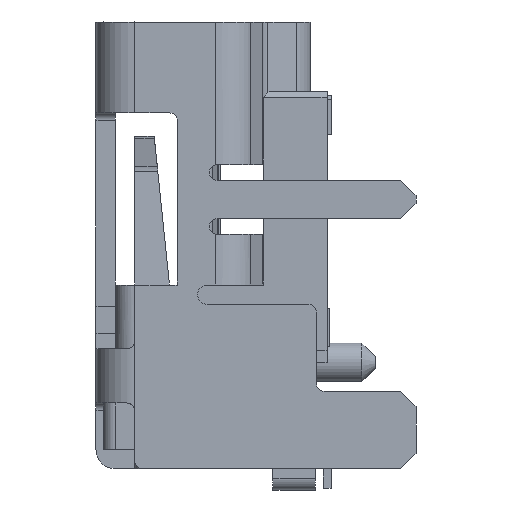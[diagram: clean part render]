
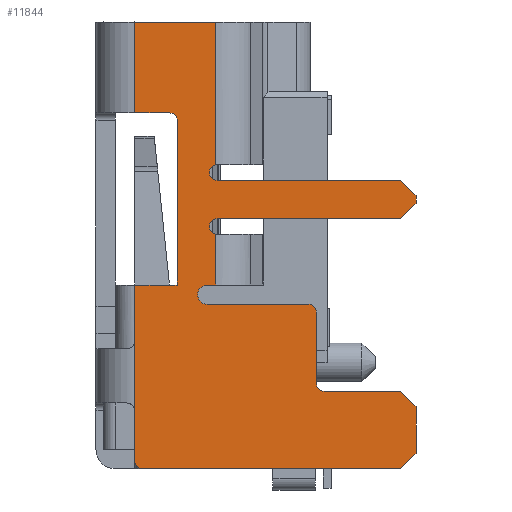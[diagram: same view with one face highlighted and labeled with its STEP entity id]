
A CAD part, left-side view. The second image highlights one B-rep face of the part: STEP entity #11844.
In plain terms, the highlighted planar face has unit normal (-1, 0, 0).
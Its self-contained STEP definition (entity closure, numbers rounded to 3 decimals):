
#99=DIRECTION('',(0.,-1.,0.));
#100=VECTOR('',#99,2.095);
#101=CARTESIAN_POINT('',(-7.5,1.775,0.));
#102=LINE('',#101,#100);
#2208=CARTESIAN_POINT('',(-7.5,1.775,
-10.05));
#2219=DIRECTION('',(0.,0.,-1.));
#2220=VECTOR('',#2219,1.8);
#2221=CARTESIAN_POINT('',(-7.5,1.775,-8.25));
#2222=LINE('',#2221,#2220);
#2232=CARTESIAN_POINT('',(-7.5,1.775,-8.25));
#2423=CARTESIAN_POINT('',(-7.5,0.875,-2.55));
#2424=DIRECTION('',(1.,0.,0.));
#2425=DIRECTION('',(0.,0.,1.));
#2426=AXIS2_PLACEMENT_3D('',#2423,#2424,#2425);
#2428=CARTESIAN_POINT('',(-7.5,-2.725,-7.5));
#2429=DIRECTION('',(-1.,0.,0.));
#2430=DIRECTION('',(0.,-1.,0.));
#2431=AXIS2_PLACEMENT_3D('',#2428,#2429,#2430);
#2433=DIRECTION('',(0.,0.,-1.));
#2434=VECTOR('',#2433,1.85);
#2435=CARTESIAN_POINT('',(-7.5,-2.925,-7.5));
#2436=LINE('',#2435,#2434);
#2437=DIRECTION('',(0.,-1.,0.));
#2438=VECTOR('',#2437,1.975);
#2439=CARTESIAN_POINT('',(-7.5,-3.125,-9.55));
#2440=LINE('',#2439,#2438);
#2441=DIRECTION('',(0.,0.707,0.707));
#2442=VECTOR('',#2441,0.566);
#2443=CARTESIAN_POINT('',(-7.5,-5.5,-9.95));
#2444=LINE('',#2443,#2442);
#2445=DIRECTION('',(0.,0.,-1.));
#2446=VECTOR('',#2445,1.2);
#2447=CARTESIAN_POINT('',(-7.5,-5.5,-9.95));
#2448=LINE('',#2447,#2446);
#2449=DIRECTION('',(0.,-0.707,0.707));
#2450=VECTOR('',#2449,0.566);
#2451=CARTESIAN_POINT('',(-7.5,-5.1,-11.55));
#2452=LINE('',#2451,#2450);
#2453=DIRECTION('',(0.,1.,0.));
#2454=VECTOR('',#2453,6.675);
#2455=CARTESIAN_POINT('',(-7.5,-5.1,-11.55));
#2456=LINE('',#2455,#2454);
#2457=CARTESIAN_POINT('',(-7.5,1.575,-11.35));
#2458=DIRECTION('',(-1.,0.,0.));
#2459=DIRECTION('',(0.,1.,0.));
#2460=AXIS2_PLACEMENT_3D('',#2457,#2458,#2459);
#2462=DIRECTION('',(0.,0.,1.));
#2463=VECTOR('',#2462,1.3);
#2464=CARTESIAN_POINT('',(-7.5,1.775,-11.35));
#2465=LINE('',#2464,#2463);
#2466=DIRECTION('',(0.,0.,1.));
#2467=VECTOR('',#2466,1.45);
#2468=CARTESIAN_POINT('',(-7.5,1.775,-8.25));
#2469=LINE('',#2468,#2467);
#2470=DIRECTION('',(0.,-1.,0.));
#2471=VECTOR('',#2470,0.9);
#2472=CARTESIAN_POINT('',(-7.5,1.775,-6.8));
#2473=LINE('',#2472,#2471);
#2474=DIRECTION('',(0.,-1.,0.));
#2475=VECTOR('',#2474,0.2);
#2476=CARTESIAN_POINT('',(-7.5,0.875,-6.8));
#2477=LINE('',#2476,#2475);
#2478=DIRECTION('',(0.,0.,-1.));
#2479=VECTOR('',#2478,4.25);
#2480=CARTESIAN_POINT('',(-7.5,0.675,-2.55));
#2481=LINE('',#2480,#2479);
#2482=DIRECTION('',(0.,-1.,0.));
#2483=VECTOR('',#2482,0.9);
#2484=CARTESIAN_POINT('',(-7.5,1.775,-2.35));
#2485=LINE('',#2484,#2483);
#2486=DIRECTION('',(0.,0.,-1.));
#2487=VECTOR('',#2486,2.35);
#2488=CARTESIAN_POINT('',(-7.5,1.775,0.));
#2489=LINE('',#2488,#2487);
#2490=CARTESIAN_POINT('',(-7.5,-0.355,-3.89));
#2491=DIRECTION('',(-1.,0.,0.));
#2492=DIRECTION('',(0.,0.174,0.985));
#2493=AXIS2_PLACEMENT_3D('',#2490,#2491,#2492);
#2495=DIRECTION('',(0.,-1.,0.));
#2496=VECTOR('',#2495,4.745);
#2497=CARTESIAN_POINT('',(-7.5,-0.355,-4.09));
#2498=LINE('',#2497,#2496);
#2499=DIRECTION('',(0.,0.707,0.707));
#2500=VECTOR('',#2499,0.566);
#2501=CARTESIAN_POINT('',(-7.5,-5.5,-4.49));
#2502=LINE('',#2501,#2500);
#2503=DIRECTION('',(0.,0.,-1.));
#2504=VECTOR('',#2503,0.2);
#2505=CARTESIAN_POINT('',(-7.5,-5.5,-4.49));
#2506=LINE('',#2505,#2504);
#2507=DIRECTION('',(0.,-0.707,0.707));
#2508=VECTOR('',#2507,0.566);
#2509=CARTESIAN_POINT('',(-7.5,-5.1,-5.09));
#2510=LINE('',#2509,#2508);
#2511=DIRECTION('',(0.,1.,0.));
#2512=VECTOR('',#2511,4.745);
#2513=CARTESIAN_POINT('',(-7.5,-5.1,-5.09));
#2514=LINE('',#2513,#2512);
#2515=CARTESIAN_POINT('',(-7.5,-0.355,-5.29));
#2516=DIRECTION('',(-1.,0.,0.));
#2517=DIRECTION('',(0.,0.,1.));
#2518=AXIS2_PLACEMENT_3D('',#2515,#2516,#2517);
#2520=DIRECTION('',(0.,1.,0.));
#2521=VECTOR('',#2520,0.215);
#2522=CARTESIAN_POINT('',(-7.5,-0.32,-6.8));
#2523=LINE('',#2522,#2521);
#2524=CARTESIAN_POINT('',(-7.5,-0.105,-7.05));
#2525=DIRECTION('',(-1.,0.,0.));
#2526=DIRECTION('',(0.,0.,1.));
#2527=AXIS2_PLACEMENT_3D('',#2524,#2525,#2526);
#2529=DIRECTION('',(0.,-1.,0.));
#2530=VECTOR('',#2529,2.62);
#2531=CARTESIAN_POINT('',(-7.5,-0.105,-7.3));
#2532=LINE('',#2531,#2530);
#3423=DIRECTION('',(0.,0.,1.));
#3424=VECTOR('',#3423,3.693);
#3425=CARTESIAN_POINT('',(-7.5,-0.32,-3.693));
#3426=LINE('',#3425,#3424);
#3432=DIRECTION('',(0.,0.,1.));
#3433=VECTOR('',#3432,1.313);
#3434=CARTESIAN_POINT('',(-7.5,-0.32,-6.8));
#3435=LINE('',#3434,#3433);
#3460=CARTESIAN_POINT('',(-7.5,-0.32,-3.693));
#3624=CARTESIAN_POINT('',(-7.5,-0.32,-5.487));
#4554=CARTESIAN_POINT('',(-7.5,-3.125,-9.35));
#4555=DIRECTION('',(1.,0.,0.));
#4556=DIRECTION('',(0.,0.,-1.));
#4557=AXIS2_PLACEMENT_3D('',#4554,#4555,#4556);
#7156=CARTESIAN_POINT('',(-7.5,1.775,0.));
#7157=VERTEX_POINT('',#7156);
#7158=CARTESIAN_POINT('',(-7.5,-0.32,0.));
#7159=VERTEX_POINT('',#7158);
#7324=CARTESIAN_POINT('',(-7.5,0.875,-2.35));
#7325=CARTESIAN_POINT('',(-7.5,0.675,-2.55));
#7326=VERTEX_POINT('',#7324);
#7327=VERTEX_POINT('',#7325);
#7329=VERTEX_POINT('',#2208);
#7839=CARTESIAN_POINT('',(-7.5,-0.32,-6.8));
#7840=VERTEX_POINT('',#7839);
#8926=CARTESIAN_POINT('',(-7.5,1.775,-2.35));
#8928=VERTEX_POINT('',#8926);
#8929=VERTEX_POINT('',#2232);
#8931=CARTESIAN_POINT('',(-7.5,1.775,-6.8));
#8932=VERTEX_POINT('',#8931);
#8937=CARTESIAN_POINT('',(-7.5,0.875,-6.8));
#8938=VERTEX_POINT('',#8937);
#8939=CARTESIAN_POINT('',(-7.5,0.675,-6.8));
#8940=VERTEX_POINT('',#8939);
#9138=CARTESIAN_POINT('',(-7.5,-5.1,-11.55));
#9139=CARTESIAN_POINT('',(-7.5,-5.5,-11.15));
#9140=VERTEX_POINT('',#9138);
#9141=VERTEX_POINT('',#9139);
#9146=CARTESIAN_POINT('',(-7.5,-5.5,-9.95));
#9147=CARTESIAN_POINT('',(-7.5,-5.1,-9.55));
#9148=VERTEX_POINT('',#9146);
#9149=VERTEX_POINT('',#9147);
#9154=CARTESIAN_POINT('',(-7.5,-5.1,-5.09));
#9155=CARTESIAN_POINT('',(-7.5,-5.5,-4.69));
#9156=VERTEX_POINT('',#9154);
#9157=VERTEX_POINT('',#9155);
#9162=CARTESIAN_POINT('',(-7.5,-5.5,-4.49));
#9163=CARTESIAN_POINT('',(-7.5,-5.1,-4.09));
#9164=VERTEX_POINT('',#9162);
#9165=VERTEX_POINT('',#9163);
#9170=CARTESIAN_POINT('',(-7.5,-0.355,-5.09));
#9172=VERTEX_POINT('',#9170);
#9183=CARTESIAN_POINT('',(-7.5,-0.355,-4.09));
#9185=VERTEX_POINT('',#9183);
#9194=CARTESIAN_POINT('',(-7.5,-0.105,-6.8));
#9195=VERTEX_POINT('',#9194);
#9196=CARTESIAN_POINT('',(-7.5,-3.125,-9.55));
#9197=VERTEX_POINT('',#9196);
#9198=CARTESIAN_POINT('',(-7.5,-2.925,-9.35));
#9199=VERTEX_POINT('',#9198);
#9201=VERTEX_POINT('',#3460);
#9203=VERTEX_POINT('',#3624);
#9204=CARTESIAN_POINT('',(-7.5,-0.105,-7.3));
#9205=VERTEX_POINT('',#9204);
#9206=CARTESIAN_POINT('',(-7.5,-2.925,-7.5));
#9207=CARTESIAN_POINT('',(-7.5,-2.725,-7.3));
#9208=VERTEX_POINT('',#9206);
#9209=VERTEX_POINT('',#9207);
#9217=CARTESIAN_POINT('',(-7.5,1.775,-11.35));
#9218=CARTESIAN_POINT('',(-7.5,1.575,-11.55));
#9219=VERTEX_POINT('',#9217);
#9220=VERTEX_POINT('',#9218);
#11782=CARTESIAN_POINT('',(-7.5,1.775,0.));
#11783=DIRECTION('',(-1.,0.,0.));
#11784=DIRECTION('',(0.,-1.,0.));
#11785=AXIS2_PLACEMENT_3D('',#11782,#11783,#11784);
#11786=PLANE('',#11785);
#11788=ORIENTED_EDGE('',*,*,#11787,.F.);
#11790=ORIENTED_EDGE('',*,*,#11789,.T.);
#11792=ORIENTED_EDGE('',*,*,#11791,.F.);
#11794=ORIENTED_EDGE('',*,*,#11793,.T.);
#11796=ORIENTED_EDGE('',*,*,#11795,.F.);
#11798=ORIENTED_EDGE('',*,*,#11797,.T.);
#11800=ORIENTED_EDGE('',*,*,#11799,.F.);
#11802=ORIENTED_EDGE('',*,*,#11801,.T.);
#11804=ORIENTED_EDGE('',*,*,#11803,.F.);
#11806=ORIENTED_EDGE('',*,*,#11805,.T.);
#11807=ORIENTED_EDGE('',*,*,#11532,.F.);
#11809=ORIENTED_EDGE('',*,*,#11808,.T.);
#11811=ORIENTED_EDGE('',*,*,#11810,.T.);
#11812=ORIENTED_EDGE('',*,*,#11647,.T.);
#11813=ORIENTED_EDGE('',*,*,#11764,.F.);
#11814=ORIENTED_EDGE('',*,*,#11776,.F.);
#11815=ORIENTED_EDGE('',*,*,#11553,.F.);
#11816=ORIENTED_EDGE('',*,*,#11522,.F.);
#11817=ORIENTED_EDGE('',*,*,#9244,.T.);
#11819=ORIENTED_EDGE('',*,*,#11818,.F.);
#11821=ORIENTED_EDGE('',*,*,#11820,.T.);
#11823=ORIENTED_EDGE('',*,*,#11822,.T.);
#11825=ORIENTED_EDGE('',*,*,#11824,.F.);
#11827=ORIENTED_EDGE('',*,*,#11826,.T.);
#11829=ORIENTED_EDGE('',*,*,#11828,.F.);
#11831=ORIENTED_EDGE('',*,*,#11830,.T.);
#11833=ORIENTED_EDGE('',*,*,#11832,.T.);
#11835=ORIENTED_EDGE('',*,*,#11834,.F.);
#11837=ORIENTED_EDGE('',*,*,#11836,.T.);
#11839=ORIENTED_EDGE('',*,*,#11838,.T.);
#11841=ORIENTED_EDGE('',*,*,#11840,.T.);
#11842=EDGE_LOOP('',(#11788,#11790,#11792,#11794,#11796,#11798,#11800,#11802,
#11804,#11806,#11807,#11809,#11811,#11812,#11813,#11814,#11815,#11816,#11817,
#11819,#11821,#11823,#11825,#11827,#11829,#11831,#11833,#11835,#11837,#11839,
#11841));
#11843=FACE_OUTER_BOUND('',#11842,.F.);
#11844=ADVANCED_FACE('',(#11843),#11786,.T.);
#2427=CIRCLE('',#2426,0.2);
#2432=CIRCLE('',#2431,0.2);
#2461=CIRCLE('',#2460,0.2);
#2494=CIRCLE('',#2493,0.2);
#2519=CIRCLE('',#2518,0.2);
#2528=CIRCLE('',#2527,0.25);
#4558=CIRCLE('',#4557,0.2);
#9244=EDGE_CURVE('',#7157,#7159,#102,.T.);
#11522=EDGE_CURVE('',#7157,#8928,#2489,.T.);
#11532=EDGE_CURVE('',#8929,#7329,#2222,.T.);
#11553=EDGE_CURVE('',#8928,#7326,#2485,.T.);
#11647=EDGE_CURVE('',#8938,#8940,#2477,.T.);
#11764=EDGE_CURVE('',#7327,#8940,#2481,.T.);
#11776=EDGE_CURVE('',#7326,#7327,#2427,.T.);
#11787=EDGE_CURVE('',#9208,#9209,#2432,.T.);
#11789=EDGE_CURVE('',#9208,#9199,#2436,.T.);
#11791=EDGE_CURVE('',#9197,#9199,#4558,.T.);
#11793=EDGE_CURVE('',#9197,#9149,#2440,.T.);
#11795=EDGE_CURVE('',#9148,#9149,#2444,.T.);
#11797=EDGE_CURVE('',#9148,#9141,#2448,.T.);
#11799=EDGE_CURVE('',#9140,#9141,#2452,.T.);
#11801=EDGE_CURVE('',#9140,#9220,#2456,.T.);
#11803=EDGE_CURVE('',#9219,#9220,#2461,.T.);
#11805=EDGE_CURVE('',#9219,#7329,#2465,.T.);
#11808=EDGE_CURVE('',#8929,#8932,#2469,.T.);
#11810=EDGE_CURVE('',#8932,#8938,#2473,.T.);
#11818=EDGE_CURVE('',#9201,#7159,#3426,.T.);
#11820=EDGE_CURVE('',#9201,#9185,#2494,.T.);
#11822=EDGE_CURVE('',#9185,#9165,#2498,.T.);
#11824=EDGE_CURVE('',#9164,#9165,#2502,.T.);
#11826=EDGE_CURVE('',#9164,#9157,#2506,.T.);
#11828=EDGE_CURVE('',#9156,#9157,#2510,.T.);
#11830=EDGE_CURVE('',#9156,#9172,#2514,.T.);
#11832=EDGE_CURVE('',#9172,#9203,#2519,.T.);
#11834=EDGE_CURVE('',#7840,#9203,#3435,.T.);
#11836=EDGE_CURVE('',#7840,#9195,#2523,.T.);
#11838=EDGE_CURVE('',#9195,#9205,#2528,.T.);
#11840=EDGE_CURVE('',#9205,#9209,#2532,.T.);
